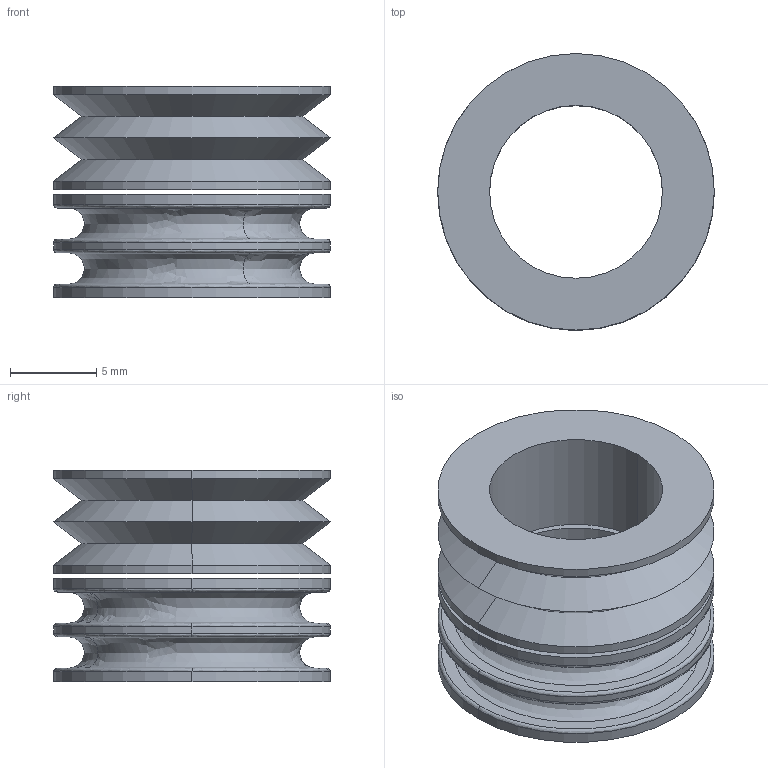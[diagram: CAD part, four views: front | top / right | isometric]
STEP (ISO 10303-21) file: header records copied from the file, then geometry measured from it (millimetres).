
FILE_DESCRIPTION (( 'STEP AP203' ), '1' );
FILE_NAME ('Haptic_Balancing-Pully_Part29_X1_Default_sldprt.STEP', '2023-08-01T11:30:58', ( '' ), ( '' ), 'SwSTEP 2.0', 'SolidWorks 2022', '' );
FILE_SCHEMA (( 'CONFIG_CONTROL_DESIGN' ));
Length unit declared in the file: millimetre
Products named in the file (1): Haptic_Balancing-Pully_Part29_X1_Default_sldprt
Bounding box: 16 x 16 x 12.26 mm (x, y, z)
Volume: 1016.7 mm3; surface area: 1793.6 mm2
Topology: 2 solids, 2 shells, 42 faces, 84 edges, 50 vertices
Faces by surface type: cylinder 14, bspline 12, plane 8, cone 8
Entity records: 2001 total; most frequent: CARTESIAN_POINT 1093, DIRECTION 176, ORIENTED_EDGE 168, EDGE_CURVE 84, AXIS2_PLACEMENT_3D 77, EDGE_LOOP 50, VERTEX_POINT 50, CIRCLE 46
